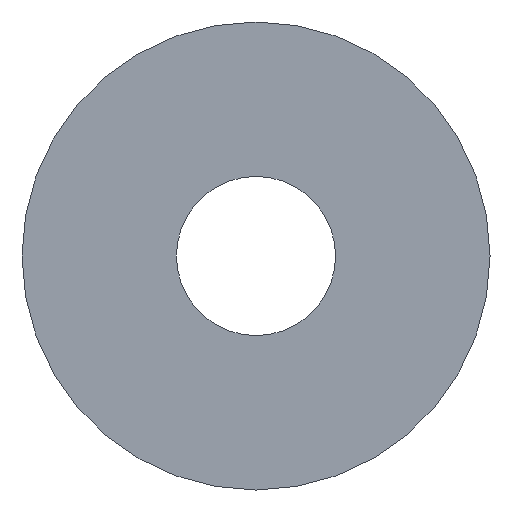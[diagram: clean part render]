
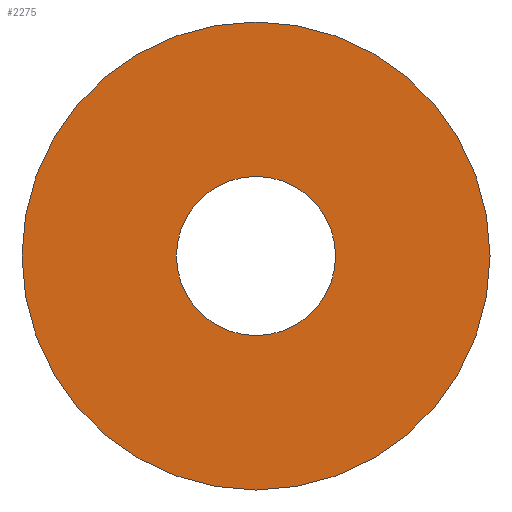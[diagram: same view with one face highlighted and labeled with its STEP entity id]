
A CAD part, front view. The second image highlights one B-rep face of the part: STEP entity #2275.
In plain terms, the highlighted planar face has unit normal (0, -1, 0).
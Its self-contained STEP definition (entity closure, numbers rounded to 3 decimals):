
#390=FACE_BOUND('',#524,.T.);
#394=FACE_OUTER_BOUND('',#523,.T.);
#523=EDGE_LOOP('',(#1525));
#524=EDGE_LOOP('',(#1526));
#656=CIRCLE('',#2419,7.5);
#657=CIRCLE('',#2420,2.55);
#904=VERTEX_POINT('',#3678);
#905=VERTEX_POINT('',#3680);
#1152=EDGE_CURVE('',#904,#904,#656,.T.);
#1153=EDGE_CURVE('',#905,#905,#657,.T.);
#1525=ORIENTED_EDGE('',*,*,#1152,.T.);
#1526=ORIENTED_EDGE('',*,*,#1153,.T.);
#2271=PLANE('',#2418);
#2275=ADVANCED_FACE('',(#394,#390),#2271,.T.);
#2418=AXIS2_PLACEMENT_3D('',#3677,#2797,#2798);
#2419=AXIS2_PLACEMENT_3D('',#3679,#2799,#2800);
#2420=AXIS2_PLACEMENT_3D('',#3681,#2801,#2802);
#2797=DIRECTION('center_axis',(0.,-1.,0.));
#2798=DIRECTION('ref_axis',(1.,0.,0.));
#2799=DIRECTION('center_axis',(0.,-1.,0.));
#2800=DIRECTION('ref_axis',(1.,0.,0.));
#2801=DIRECTION('center_axis',(0.,1.,0.));
#2802=DIRECTION('ref_axis',(1.,0.,0.));
#3677=CARTESIAN_POINT('Origin',(0.,-1.,0.));
#3678=CARTESIAN_POINT('',(-7.5,-1.,0.));
#3679=CARTESIAN_POINT('Origin',(0.,-1.,0.));
#3680=CARTESIAN_POINT('',(-2.55,-1.,0.));
#3681=CARTESIAN_POINT('Origin',(0.,-1.,0.));
